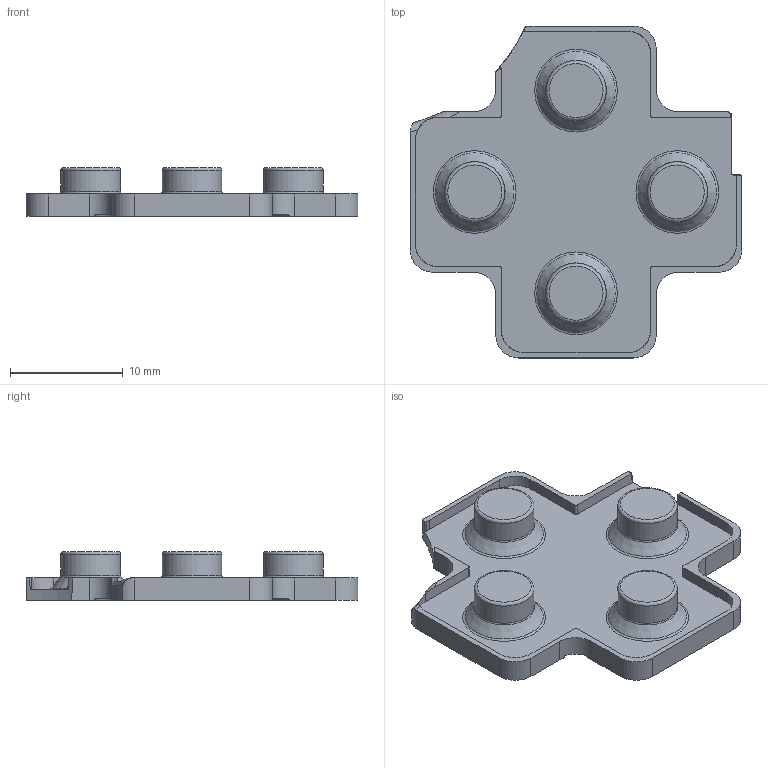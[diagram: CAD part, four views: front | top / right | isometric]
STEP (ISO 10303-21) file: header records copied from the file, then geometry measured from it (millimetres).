
FILE_DESCRIPTION(/* description */ (''),/* implementation_level */ '2;1');
FILE_NAME(/* name */ 'DpadRubber.step',/* time_stamp */ '2025-05-19T13:15:50-07:00',/* author */ (''),/* organization */ (''),/* preprocessor_version */ 'ST-DEVELOPER v20.1',/* originating_system */ 'Autodesk Translation Framework v14.4.0.0',/* authorisation */ '');
FILE_SCHEMA (('AUTOMOTIVE_DESIGN { 1 0 10303 214 3 1 1 }'));
Length unit declared in the file: millimetre
Products named in the file (1): DpadRubber
Bounding box: 29.5 x 29.5 x 4.35 mm (x, y, z)
Volume: 796.6 mm3; surface area: 2065.4 mm2
Topology: 5 solids, 5 shells, 162 faces, 424 edges, 276 vertices
Faces by surface type: plane 71, cylinder 33, bspline 28, torus 20, cone 10
Full cylindrical faces by diameter (mm): 4.75 x4, 5.3 x4, 6.8 x4
Entity records: 8054 total; most frequent: CARTESIAN_POINT 4178, ORIENTED_EDGE 840, DIRECTION 758, EDGE_CURVE 420, AXIS2_PLACEMENT_3D 306, VERTEX_POINT 276, EDGE_LOOP 170, FACE_OUTER_BOUND 162
